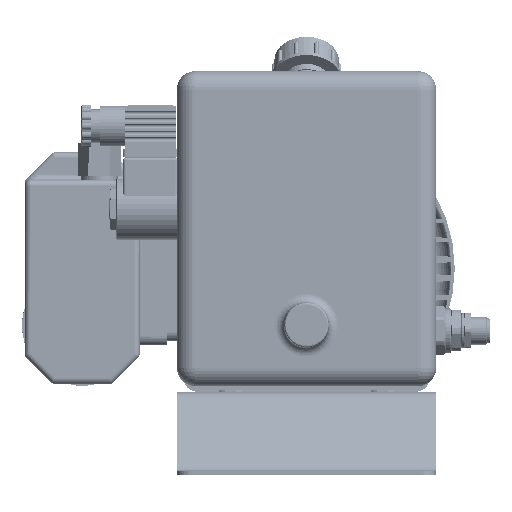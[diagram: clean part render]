
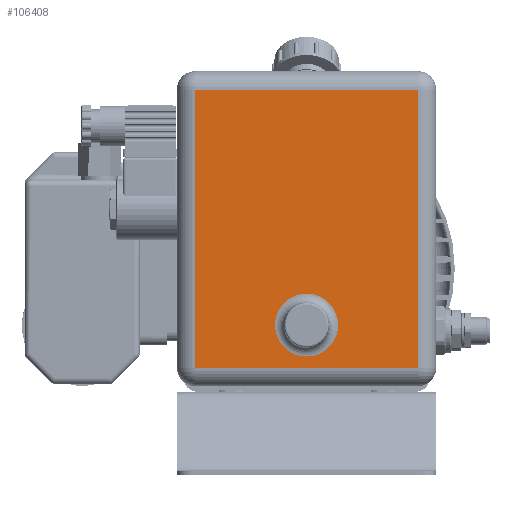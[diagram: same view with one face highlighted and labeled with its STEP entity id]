
A CAD part, front view. The second image highlights one B-rep face of the part: STEP entity #106408.
In plain terms, the highlighted face is planar.
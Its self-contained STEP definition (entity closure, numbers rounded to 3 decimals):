
#11435=LINE('',#196714,#22518);
#11436=LINE('',#196717,#22519);
#11437=LINE('',#196719,#22520);
#11438=LINE('',#196721,#22521);
#22518=VECTOR('',#163028,1000.);
#22519=VECTOR('',#163029,1000.);
#22520=VECTOR('',#163030,1000.);
#22521=VECTOR('',#163031,1000.);
#46826=ORIENTED_EDGE('',*,*,#69068,.T.);
#46827=ORIENTED_EDGE('',*,*,#69069,.T.);
#46828=ORIENTED_EDGE('',*,*,#69070,.T.);
#46829=ORIENTED_EDGE('',*,*,#69071,.T.);
#46830=ORIENTED_EDGE('',*,*,#69072,.T.);
#69068=EDGE_CURVE('',#81892,#81892,#88276,.T.);
#69069=EDGE_CURVE('',#81893,#81894,#11435,.F.);
#69070=EDGE_CURVE('',#81894,#81895,#11436,.F.);
#69071=EDGE_CURVE('',#81895,#81896,#11437,.F.);
#69072=EDGE_CURVE('',#81896,#81893,#11438,.F.);
#81892=VERTEX_POINT('',#196713);
#81893=VERTEX_POINT('',#196715);
#81894=VERTEX_POINT('',#196716);
#81895=VERTEX_POINT('',#196718);
#81896=VERTEX_POINT('',#196720);
#88276=CIRCLE('',#141081,17.);
#92756=EDGE_LOOP('',(#46826));
#92757=EDGE_LOOP('',(#46827,#46828,#46829,#46830));
#98525=FACE_BOUND('',#92756,.T.);
#98526=FACE_BOUND('',#92757,.T.);
#102805=PLANE('',#141080);
#106408=ADVANCED_FACE('',(#98525,#98526),#102805,.F.);
#141080=AXIS2_PLACEMENT_3D('',#196711,#163024,#163025);
#141081=AXIS2_PLACEMENT_3D('',#196712,#163026,#163027);
#163024=DIRECTION('',(0.,-1.,0.));
#163025=DIRECTION('',(0.,0.,-1.));
#163026=DIRECTION('',(0.,-1.,0.));
#163027=DIRECTION('',(0.,0.,-1.));
#163028=DIRECTION('',(0.,0.,1.));
#163029=DIRECTION('',(1.,0.,0.));
#163030=DIRECTION('',(0.,0.,-1.));
#163031=DIRECTION('',(-1.,0.,0.));
#196711=CARTESIAN_POINT('',(-70.,0.,-85.));
#196712=CARTESIAN_POINT('',(0.,0.,-52.));
#196713=CARTESIAN_POINT('',(0.,0.,-69.));
#196714=CARTESIAN_POINT('',(60.,0.,-85.));
#196715=CARTESIAN_POINT('',(60.,0.,75.));
#196716=CARTESIAN_POINT('',(60.,0.,-75.));
#196717=CARTESIAN_POINT('',(-70.,0.,-75.));
#196718=CARTESIAN_POINT('',(-60.,0.,-75.));
#196719=CARTESIAN_POINT('',(-60.,0.,-85.));
#196720=CARTESIAN_POINT('',(-60.,0.,75.));
#196721=CARTESIAN_POINT('',(-70.,0.,75.));
